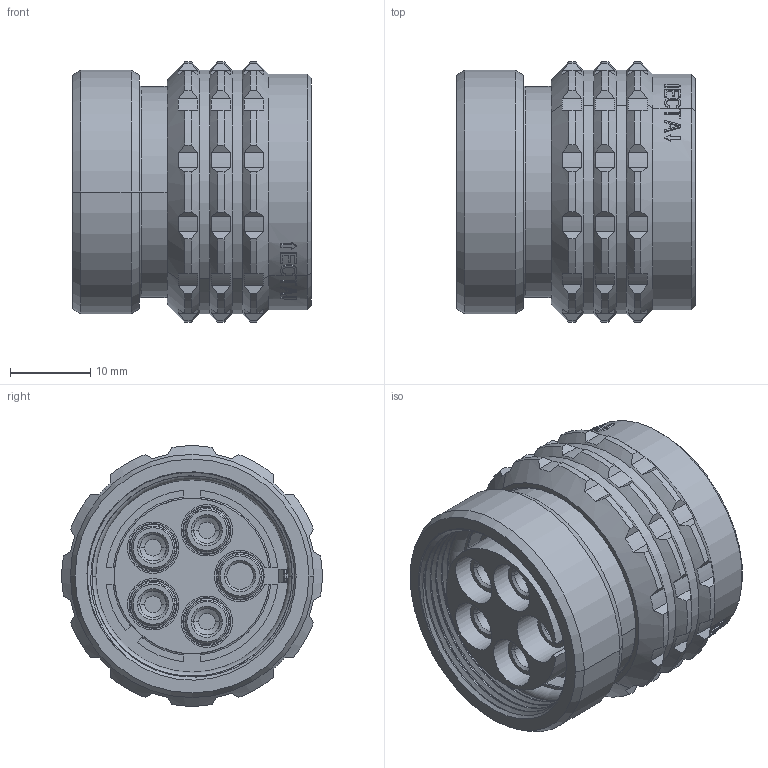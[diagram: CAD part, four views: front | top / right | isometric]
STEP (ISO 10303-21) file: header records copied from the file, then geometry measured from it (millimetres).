
FILE_DESCRIPTION((''),'2;1');
FILE_NAME('1331M405FS','2024-08-23T08:38:47',('paultorloting'),('NET AG system integration'),'CREO PARAMETRIC BY PTC INC, 2021404','CREO PARAMETRIC BY PTC INC, 2021404','');
FILE_SCHEMA(('AUTOMOTIVE_DESIGN { 1 0 10303 214 1 1 1 1 }'));
Length unit declared in the file: millimetre
Products named in the file (1): 1331M405FS
Bounding box: 29.8 x 32.46 x 32.46 mm (x, y, z)
Volume: 14642.8 mm3; surface area: 13872.2 mm2
Topology: 1 solids, 2 shells, 864 faces, 2254 edges, 1457 vertices
Faces by surface type: plane 396, cylinder 304, torus 76, cone 70, sphere 12, bspline 6
Entity records: 43263 total; most frequent: CARTESIAN_POINT 16322, ORIENTED_EDGE 4496, DIRECTION 4296, EDGE_CURVE 2248, AXIS2_PLACEMENT_3D 1709, VERTEX_POINT 1457, EDGE_LOOP 949, VECTOR 875
